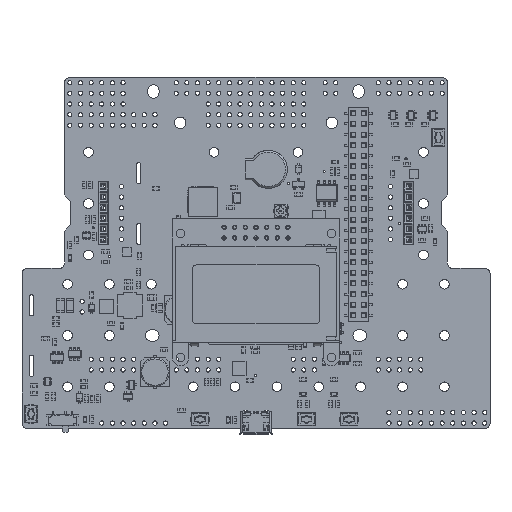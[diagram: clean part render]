
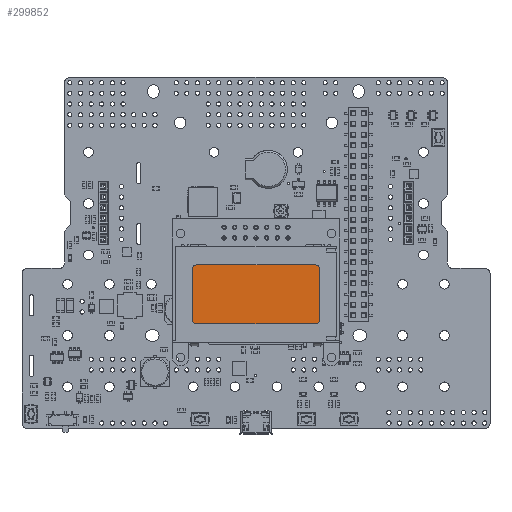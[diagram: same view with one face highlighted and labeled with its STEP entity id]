
A CAD part, top view. The second image highlights one B-rep face of the part: STEP entity #299852.
In plain terms, the highlighted planar face has unit normal (0, 0, 1).
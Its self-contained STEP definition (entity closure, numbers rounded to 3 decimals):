
#7293 = DIRECTION ( 'NONE',  ( 0., 0., 1. ) ) ;
#8299 = CARTESIAN_POINT ( 'NONE',  ( 14.2, -12.429, 17.825 ) ) ;
#9111 = AXIS2_PLACEMENT_3D ( 'NONE', #108167, #303928, #135251 ) ;
#11607 = EDGE_CURVE ( 'NONE', #199990, #20445, #344319, .T. ) ;
#15590 = EDGE_CURVE ( 'NONE', #226804, #145166, #215881, .T. ) ;
#16356 = DIRECTION ( 'NONE',  ( 0., 1., 0. ) ) ;
#20445 = VERTEX_POINT ( 'NONE', #116936 ) ;
#31011 = DIRECTION ( 'NONE',  ( 0., 1., 0. ) ) ;
#31301 = CARTESIAN_POINT ( 'NONE',  ( 15.2, -13.429, 17.825 ) ) ;
#43456 = CARTESIAN_POINT ( 'NONE',  ( -14.2, -13.429, 17.825 ) ) ;
#44639 = VERTEX_POINT ( 'NONE', #282469 ) ;
#48971 = DIRECTION ( 'NONE',  ( 0., 1., 0. ) ) ;
#70429 = ORIENTED_EDGE ( 'NONE', *, *, #11607, .T. ) ;
#78001 = CARTESIAN_POINT ( 'NONE',  ( -14.2, -12.429, 17.825 ) ) ;
#80005 = ORIENTED_EDGE ( 'NONE', *, *, #120519, .T. ) ;
#84913 = LINE ( 'NONE', #8299, #150921 ) ;
#85426 = VECTOR ( 'NONE', #209768, 1000. ) ;
#88942 = AXIS2_PLACEMENT_3D ( 'NONE', #256331, #119596, #31011 ) ;
#101445 = EDGE_LOOP ( 'NONE', ( #275789, #317246, #80005, #70429, #175527, #232636, #307746, #291647 ) ) ;
#105439 = EDGE_CURVE ( 'NONE', #44639, #331064, #84913, .T. ) ;
#106958 = PLANE ( 'NONE',  #9111 ) ;
#108167 = CARTESIAN_POINT ( 'NONE',  ( 14.2, -13.429, 17.825 ) ) ;
#116364 = CARTESIAN_POINT ( 'NONE',  ( -15.2, -13.429, 17.825 ) ) ;
#116936 = CARTESIAN_POINT ( 'NONE',  ( -15.2, -25.429, 17.825 ) ) ;
#117398 = CIRCLE ( 'NONE', #88942, 1. ) ;
#119095 = CIRCLE ( 'NONE', #333207, 1. ) ;
#119596 = DIRECTION ( 'NONE',  ( 0., 0., 1. ) ) ;
#120519 = EDGE_CURVE ( 'NONE', #331064, #199990, #119095, .T. ) ;
#121491 = DIRECTION ( 'NONE',  ( -1., 0., 0. ) ) ;
#135251 = DIRECTION ( 'NONE',  ( 0., 1., 0. ) ) ;
#145166 = VERTEX_POINT ( 'NONE', #31301 ) ;
#147657 = CARTESIAN_POINT ( 'NONE',  ( 14.2, -25.429, 17.825 ) ) ;
#149809 = CARTESIAN_POINT ( 'NONE',  ( 14.2, -26.429, 17.825 ) ) ;
#150921 = VECTOR ( 'NONE', #121491, 1000. ) ;
#156794 = CARTESIAN_POINT ( 'NONE',  ( -15.2, -13.429, 17.825 ) ) ;
#161101 = DIRECTION ( 'NONE',  ( 0., 0., 1. ) ) ;
#169395 = VERTEX_POINT ( 'NONE', #319113 ) ;
#175527 = ORIENTED_EDGE ( 'NONE', *, *, #298727, .T. ) ;
#183787 = DIRECTION ( 'NONE',  ( 0., 0., 1. ) ) ;
#199990 = VERTEX_POINT ( 'NONE', #116364 ) ;
#204208 = DIRECTION ( 'NONE',  ( 0., -1., 0. ) ) ;
#209768 = DIRECTION ( 'NONE',  ( 1., 0., 0. ) ) ;
#211582 = VECTOR ( 'NONE', #220059, 1000. ) ;
#213013 = CIRCLE ( 'NONE', #250243, 1. ) ;
#215881 = LINE ( 'NONE', #276555, #211582 ) ;
#217728 = CARTESIAN_POINT ( 'NONE',  ( 14.2, -13.429, 17.825 ) ) ;
#220059 = DIRECTION ( 'NONE',  ( 0., 1., 0. ) ) ;
#226804 = VERTEX_POINT ( 'NONE', #306362 ) ;
#232636 = ORIENTED_EDGE ( 'NONE', *, *, #312877, .T. ) ;
#240372 = AXIS2_PLACEMENT_3D ( 'NONE', #217728, #161101, #48971 ) ;
#246531 = CIRCLE ( 'NONE', #240372, 1. ) ;
#248105 = FACE_OUTER_BOUND ( 'NONE', #101445, .T. ) ;
#250243 = AXIS2_PLACEMENT_3D ( 'NONE', #147657, #7293, #204208 ) ;
#256331 = CARTESIAN_POINT ( 'NONE',  ( -14.2, -25.429, 17.825 ) ) ;
#269514 = VECTOR ( 'NONE', #269991, 1000. ) ;
#269991 = DIRECTION ( 'NONE',  ( 0., -1., 0. ) ) ;
#275789 = ORIENTED_EDGE ( 'NONE', *, *, #285383, .T. ) ;
#276555 = CARTESIAN_POINT ( 'NONE',  ( 15.2, -13.429, 17.825 ) ) ;
#282469 = CARTESIAN_POINT ( 'NONE',  ( 14.2, -12.429, 17.825 ) ) ;
#285383 = EDGE_CURVE ( 'NONE', #145166, #44639, #246531, .T. ) ;
#287049 = VERTEX_POINT ( 'NONE', #149809 ) ;
#291647 = ORIENTED_EDGE ( 'NONE', *, *, #15590, .T. ) ;
#295920 = CARTESIAN_POINT ( 'NONE',  ( 14.2, -26.429, 17.825 ) ) ;
#298727 = EDGE_CURVE ( 'NONE', #20445, #169395, #117398, .T. ) ;
#299852 = ADVANCED_FACE ( 'NONE', ( #248105 ), #106958, .F. ) ;
#303928 = DIRECTION ( 'NONE',  ( 0., 0., -1. ) ) ;
#306362 = CARTESIAN_POINT ( 'NONE',  ( 15.2, -25.429, 17.825 ) ) ;
#307746 = ORIENTED_EDGE ( 'NONE', *, *, #359195, .T. ) ;
#309985 = LINE ( 'NONE', #295920, #85426 ) ;
#312877 = EDGE_CURVE ( 'NONE', #169395, #287049, #309985, .T. ) ;
#317246 = ORIENTED_EDGE ( 'NONE', *, *, #105439, .T. ) ;
#319113 = CARTESIAN_POINT ( 'NONE',  ( -14.2, -26.429, 17.825 ) ) ;
#331064 = VERTEX_POINT ( 'NONE', #78001 ) ;
#333207 = AXIS2_PLACEMENT_3D ( 'NONE', #43456, #183787, #16356 ) ;
#344319 = LINE ( 'NONE', #156794, #269514 ) ;
#359195 = EDGE_CURVE ( 'NONE', #287049, #226804, #213013, .T. ) ;
